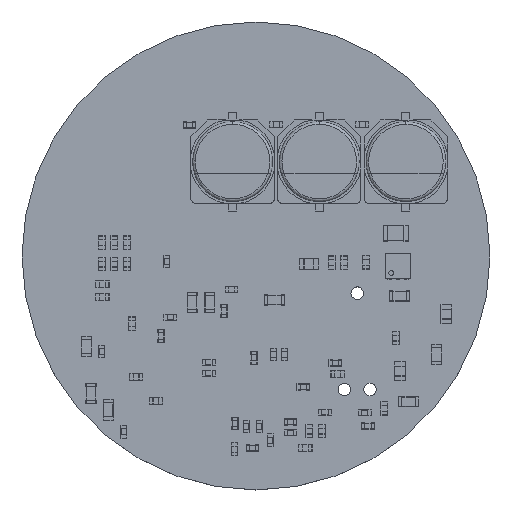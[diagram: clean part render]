
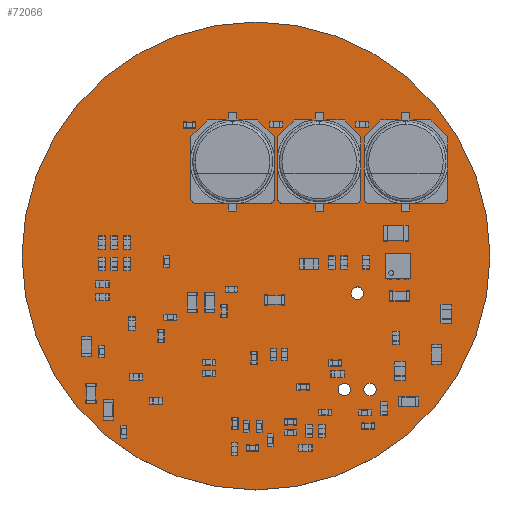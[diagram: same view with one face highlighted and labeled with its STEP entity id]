
A CAD part, top view. The second image highlights one B-rep face of the part: STEP entity #72066.
In plain terms, the highlighted planar face has unit normal (0, 0, 1).
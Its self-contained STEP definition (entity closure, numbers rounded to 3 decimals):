
#71888 = VERTEX_POINT('',#71889);
#71889 = CARTESIAN_POINT('',(118.5,-98.25,1.6));
#71896 = CYLINDRICAL_SURFACE('',#71897,18.5);
#71897 = AXIS2_PLACEMENT_3D('',#71898,#71899,#71900);
#71898 = CARTESIAN_POINT('',(100.,-98.25,0.));
#71899 = DIRECTION('',(0.,0.,-1.));
#71900 = DIRECTION('',(1.,0.,0.));
#71915 = EDGE_CURVE('',#71888,#71888,#71916,.T.);
#71916 = SURFACE_CURVE('',#71917,(#71922,#71929),.PCURVE_S1.);
#71917 = CIRCLE('',#71918,18.5);
#71918 = AXIS2_PLACEMENT_3D('',#71919,#71920,#71921);
#71919 = CARTESIAN_POINT('',(100.,-98.25,1.6));
#71920 = DIRECTION('',(0.,0.,1.));
#71921 = DIRECTION('',(1.,0.,0.));
#71922 = PCURVE('',#71896,#71923);
#71923 = DEFINITIONAL_REPRESENTATION('',(#71924),#71928);
#71924 = LINE('',#71925,#71926);
#71925 = CARTESIAN_POINT('',(0.,-1.6));
#71926 = VECTOR('',#71927,1.);
#71927 = DIRECTION('',(-1.,0.));
#71928 = ( GEOMETRIC_REPRESENTATION_CONTEXT(2) 
PARAMETRIC_REPRESENTATION_CONTEXT() REPRESENTATION_CONTEXT('2D SPACE',''
  ) );
#71929 = PCURVE('',#71930,#71935);
#71930 = PLANE('',#71931);
#71931 = AXIS2_PLACEMENT_3D('',#71932,#71933,#71934);
#71932 = CARTESIAN_POINT('',(100.,-98.25,1.6));
#71933 = DIRECTION('',(0.,0.,1.));
#71934 = DIRECTION('',(1.,0.,0.));
#71935 = DEFINITIONAL_REPRESENTATION('',(#71936),#71940);
#71936 = CIRCLE('',#71937,18.5);
#71937 = AXIS2_PLACEMENT_2D('',#71938,#71939);
#71938 = CARTESIAN_POINT('',(0.,0.));
#71939 = DIRECTION('',(1.,0.));
#71940 = ( GEOMETRIC_REPRESENTATION_CONTEXT(2) 
PARAMETRIC_REPRESENTATION_CONTEXT() REPRESENTATION_CONTEXT('2D SPACE',''
  ) );
#71993 = CYLINDRICAL_SURFACE('',#71994,0.495);
#71994 = AXIS2_PLACEMENT_3D('',#71995,#71996,#71997);
#71995 = CARTESIAN_POINT('',(108.,-101.19,-0.8));
#71996 = DIRECTION('',(0.,0.,1.));
#71997 = DIRECTION('',(1.,0.,0.));
#72024 = CYLINDRICAL_SURFACE('',#72025,0.495);
#72025 = AXIS2_PLACEMENT_3D('',#72026,#72027,#72028);
#72026 = CARTESIAN_POINT('',(109.016,-108.81,-0.8));
#72027 = DIRECTION('',(0.,0.,1.));
#72028 = DIRECTION('',(1.,0.,0.));
#72055 = CYLINDRICAL_SURFACE('',#72056,0.495);
#72056 = AXIS2_PLACEMENT_3D('',#72057,#72058,#72059);
#72057 = CARTESIAN_POINT('',(106.984,-108.81,-0.8));
#72058 = DIRECTION('',(0.,0.,1.));
#72059 = DIRECTION('',(1.,0.,0.));
#72066 = ADVANCED_FACE('',(#72067,#72070,#72096,#72122),#71930,.T.);
#72067 = FACE_BOUND('',#72068,.T.);
#72068 = EDGE_LOOP('',(#72069));
#72069 = ORIENTED_EDGE('',*,*,#71915,.T.);
#72070 = FACE_BOUND('',#72071,.T.);
#72071 = EDGE_LOOP('',(#72072));
#72072 = ORIENTED_EDGE('',*,*,#72073,.F.);
#72073 = EDGE_CURVE('',#72074,#72074,#72076,.T.);
#72074 = VERTEX_POINT('',#72075);
#72075 = CARTESIAN_POINT('',(109.511,-108.81,1.6));
#72076 = SURFACE_CURVE('',#72077,(#72082,#72089),.PCURVE_S1.);
#72077 = CIRCLE('',#72078,0.495);
#72078 = AXIS2_PLACEMENT_3D('',#72079,#72080,#72081);
#72079 = CARTESIAN_POINT('',(109.016,-108.81,1.6));
#72080 = DIRECTION('',(0.,0.,1.));
#72081 = DIRECTION('',(1.,0.,0.));
#72082 = PCURVE('',#71930,#72083);
#72083 = DEFINITIONAL_REPRESENTATION('',(#72084),#72088);
#72084 = CIRCLE('',#72085,0.495);
#72085 = AXIS2_PLACEMENT_2D('',#72086,#72087);
#72086 = CARTESIAN_POINT('',(9.016,-10.56));
#72087 = DIRECTION('',(1.,0.));
#72088 = ( GEOMETRIC_REPRESENTATION_CONTEXT(2) 
PARAMETRIC_REPRESENTATION_CONTEXT() REPRESENTATION_CONTEXT('2D SPACE',''
  ) );
#72089 = PCURVE('',#72024,#72090);
#72090 = DEFINITIONAL_REPRESENTATION('',(#72091),#72095);
#72091 = LINE('',#72092,#72093);
#72092 = CARTESIAN_POINT('',(0.,2.4));
#72093 = VECTOR('',#72094,1.);
#72094 = DIRECTION('',(1.,0.));
#72095 = ( GEOMETRIC_REPRESENTATION_CONTEXT(2) 
PARAMETRIC_REPRESENTATION_CONTEXT() REPRESENTATION_CONTEXT('2D SPACE',''
  ) );
#72096 = FACE_BOUND('',#72097,.T.);
#72097 = EDGE_LOOP('',(#72098));
#72098 = ORIENTED_EDGE('',*,*,#72099,.F.);
#72099 = EDGE_CURVE('',#72100,#72100,#72102,.T.);
#72100 = VERTEX_POINT('',#72101);
#72101 = CARTESIAN_POINT('',(108.495,-101.19,1.6));
#72102 = SURFACE_CURVE('',#72103,(#72108,#72115),.PCURVE_S1.);
#72103 = CIRCLE('',#72104,0.495);
#72104 = AXIS2_PLACEMENT_3D('',#72105,#72106,#72107);
#72105 = CARTESIAN_POINT('',(108.,-101.19,1.6));
#72106 = DIRECTION('',(0.,0.,1.));
#72107 = DIRECTION('',(1.,0.,0.));
#72108 = PCURVE('',#71930,#72109);
#72109 = DEFINITIONAL_REPRESENTATION('',(#72110),#72114);
#72110 = CIRCLE('',#72111,0.495);
#72111 = AXIS2_PLACEMENT_2D('',#72112,#72113);
#72112 = CARTESIAN_POINT('',(8.,-2.94));
#72113 = DIRECTION('',(1.,0.));
#72114 = ( GEOMETRIC_REPRESENTATION_CONTEXT(2) 
PARAMETRIC_REPRESENTATION_CONTEXT() REPRESENTATION_CONTEXT('2D SPACE',''
  ) );
#72115 = PCURVE('',#71993,#72116);
#72116 = DEFINITIONAL_REPRESENTATION('',(#72117),#72121);
#72117 = LINE('',#72118,#72119);
#72118 = CARTESIAN_POINT('',(0.,2.4));
#72119 = VECTOR('',#72120,1.);
#72120 = DIRECTION('',(1.,0.));
#72121 = ( GEOMETRIC_REPRESENTATION_CONTEXT(2) 
PARAMETRIC_REPRESENTATION_CONTEXT() REPRESENTATION_CONTEXT('2D SPACE',''
  ) );
#72122 = FACE_BOUND('',#72123,.T.);
#72123 = EDGE_LOOP('',(#72124));
#72124 = ORIENTED_EDGE('',*,*,#72125,.F.);
#72125 = EDGE_CURVE('',#72126,#72126,#72128,.T.);
#72126 = VERTEX_POINT('',#72127);
#72127 = CARTESIAN_POINT('',(107.479,-108.81,1.6));
#72128 = SURFACE_CURVE('',#72129,(#72134,#72141),.PCURVE_S1.);
#72129 = CIRCLE('',#72130,0.495);
#72130 = AXIS2_PLACEMENT_3D('',#72131,#72132,#72133);
#72131 = CARTESIAN_POINT('',(106.984,-108.81,1.6));
#72132 = DIRECTION('',(0.,0.,1.));
#72133 = DIRECTION('',(1.,0.,0.));
#72134 = PCURVE('',#71930,#72135);
#72135 = DEFINITIONAL_REPRESENTATION('',(#72136),#72140);
#72136 = CIRCLE('',#72137,0.495);
#72137 = AXIS2_PLACEMENT_2D('',#72138,#72139);
#72138 = CARTESIAN_POINT('',(6.984,-10.56));
#72139 = DIRECTION('',(1.,0.));
#72140 = ( GEOMETRIC_REPRESENTATION_CONTEXT(2) 
PARAMETRIC_REPRESENTATION_CONTEXT() REPRESENTATION_CONTEXT('2D SPACE',''
  ) );
#72141 = PCURVE('',#72055,#72142);
#72142 = DEFINITIONAL_REPRESENTATION('',(#72143),#72147);
#72143 = LINE('',#72144,#72145);
#72144 = CARTESIAN_POINT('',(0.,2.4));
#72145 = VECTOR('',#72146,1.);
#72146 = DIRECTION('',(1.,0.));
#72147 = ( GEOMETRIC_REPRESENTATION_CONTEXT(2) 
PARAMETRIC_REPRESENTATION_CONTEXT() REPRESENTATION_CONTEXT('2D SPACE',''
  ) );
